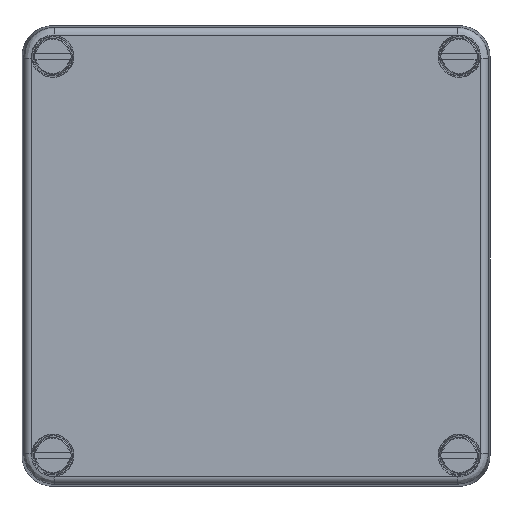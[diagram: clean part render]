
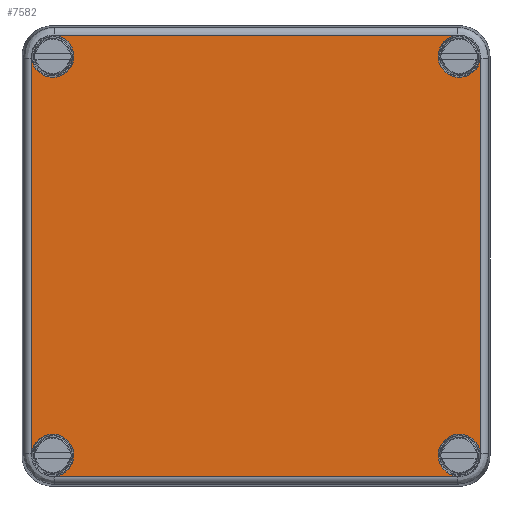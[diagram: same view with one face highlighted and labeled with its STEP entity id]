
A CAD part, top view. The second image highlights one B-rep face of the part: STEP entity #7582.
In plain terms, the highlighted face is planar.
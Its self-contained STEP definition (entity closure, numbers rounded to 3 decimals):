
#6768=CARTESIAN_POINT('',(41.493,31.608,0.0));
#6769=VERTEX_POINT('',#6768);
#6770=CARTESIAN_POINT('',(40.963,32.138,0.));
#6771=VERTEX_POINT('',#6770);
#6772=CARTESIAN_POINT('',(41.513,32.157,0.));
#6773=DIRECTION('',(0.0,0.0,1.0));
#6774=DIRECTION('',(-1.0,0.0,0.0));
#6775=AXIS2_PLACEMENT_3D('',#6772,#6773,#6774);
#6776=CIRCLE('',#6775,0.55);
#6777=EDGE_CURVE('',#6769,#6771,#6776,.T.);
#6867=CARTESIAN_POINT('',(52.662,32.138,0.));
#6868=VERTEX_POINT('',#6867);
#6869=CARTESIAN_POINT('',(52.132,31.608,0.0));
#6870=VERTEX_POINT('',#6869);
#6871=CARTESIAN_POINT('',(52.113,32.157,0.));
#6872=DIRECTION('',(0.0,0.0,1.0));
#6873=DIRECTION('',(-1.0,0.0,0.0));
#6874=AXIS2_PLACEMENT_3D('',#6871,#6872,#6873);
#6875=CIRCLE('',#6874,0.55);
#6876=EDGE_CURVE('',#6868,#6870,#6875,.T.);
#7022=CARTESIAN_POINT('',(40.963,42.577,0.));
#7023=VERTEX_POINT('',#7022);
#7024=CARTESIAN_POINT('',(41.493,43.107,0.));
#7025=VERTEX_POINT('',#7024);
#7026=CARTESIAN_POINT('',(41.513,42.557,0.));
#7027=DIRECTION('',(0.0,0.0,1.0));
#7028=DIRECTION('',(-1.0,0.0,0.0));
#7029=AXIS2_PLACEMENT_3D('',#7026,#7027,#7028);
#7030=CIRCLE('',#7029,0.55);
#7031=EDGE_CURVE('',#7023,#7025,#7030,.T.);
#7121=CARTESIAN_POINT('',(52.132,43.107,0.));
#7122=VERTEX_POINT('',#7121);
#7123=CARTESIAN_POINT('',(52.662,42.577,0.0));
#7124=VERTEX_POINT('',#7123);
#7125=CARTESIAN_POINT('',(52.113,42.557,0.));
#7126=DIRECTION('',(0.0,0.0,1.0));
#7127=DIRECTION('',(-1.0,0.0,0.0));
#7128=AXIS2_PLACEMENT_3D('',#7125,#7126,#7127);
#7129=CIRCLE('',#7128,0.55);
#7130=EDGE_CURVE('',#7122,#7124,#7129,.T.);
#7320=CARTESIAN_POINT('',(52.066,43.111,0.0));
#7321=VERTEX_POINT('',#7320);
#7322=CARTESIAN_POINT('',(52.066,42.511,0.0));
#7323=DIRECTION('',(0.0,0.0,1.));
#7324=DIRECTION('',(0.707,0.707,0.0));
#7325=AXIS2_PLACEMENT_3D('',#7322,#7323,#7324);
#7326=ELLIPSE('',#7325,0.6,0.6);
#7327=EDGE_CURVE('',#7122,#7321,#7326,.T.);
#7347=CARTESIAN_POINT('',(52.666,42.511,0.0));
#7348=VERTEX_POINT('',#7347);
#7356=CARTESIAN_POINT('',(52.066,42.511,0.0));
#7357=DIRECTION('',(0.0,0.0,1.));
#7358=DIRECTION('',(0.707,0.707,0.0));
#7359=AXIS2_PLACEMENT_3D('',#7356,#7357,#7358);
#7360=ELLIPSE('',#7359,0.6,0.6);
#7361=EDGE_CURVE('',#7348,#7124,#7360,.T.);
#7428=CARTESIAN_POINT('',(40.959,42.511,0.0));
#7429=VERTEX_POINT('',#7428);
#7430=CARTESIAN_POINT('',(41.559,42.511,0.0));
#7431=DIRECTION('',(0.0,0.0,1.));
#7432=DIRECTION('',(-0.707,0.707,0.0));
#7433=AXIS2_PLACEMENT_3D('',#7430,#7431,#7432);
#7434=ELLIPSE('',#7433,0.6,0.6);
#7435=EDGE_CURVE('',#7023,#7429,#7434,.T.);
#7455=CARTESIAN_POINT('',(41.559,43.111,0.0));
#7456=VERTEX_POINT('',#7455);
#7464=CARTESIAN_POINT('',(41.559,42.511,0.0));
#7465=DIRECTION('',(0.0,0.0,1.));
#7466=DIRECTION('',(-0.707,0.707,0.0));
#7467=AXIS2_PLACEMENT_3D('',#7464,#7465,#7466);
#7468=ELLIPSE('',#7467,0.6,0.6);
#7469=EDGE_CURVE('',#7456,#7025,#7468,.T.);
#7507=CARTESIAN_POINT('',(46.813,37.357,0.0));
#7508=DIRECTION('',(0.0,0.0,1.0));
#7509=DIRECTION('',(1.0,0.0,0.0));
#7510=AXIS2_PLACEMENT_3D('',#7507,#7508,#7509);
#7511=PLANE('',#7510);
#7512=ORIENTED_EDGE('',*,*,#7130,.T.);
#7513=ORIENTED_EDGE('',*,*,#7361,.F.);
#7514=CARTESIAN_POINT('',(52.666,32.204,0.0));
#7515=VERTEX_POINT('',#7514);
#7516=CARTESIAN_POINT('',(52.666,32.204,0.0));
#7517=DIRECTION('',(0.0,1.0,0.0));
#7518=VECTOR('',#7517,10.307);
#7519=LINE('',#7516,#7518);
#7520=EDGE_CURVE('',#7515,#7348,#7519,.T.);
#7521=ORIENTED_EDGE('',*,*,#7520,.F.);
#7522=CARTESIAN_POINT('',(52.066,32.204,0.0));
#7523=DIRECTION('',(0.0,0.0,1.));
#7524=DIRECTION('',(0.707,-0.707,0.0));
#7525=AXIS2_PLACEMENT_3D('',#7522,#7523,#7524);
#7526=ELLIPSE('',#7525,0.6,0.6);
#7527=EDGE_CURVE('',#6868,#7515,#7526,.T.);
#7528=ORIENTED_EDGE('',*,*,#7527,.F.);
#7529=ORIENTED_EDGE('',*,*,#6876,.T.);
#7530=CARTESIAN_POINT('',(52.066,31.604,0.0));
#7531=VERTEX_POINT('',#7530);
#7532=CARTESIAN_POINT('',(52.066,32.204,0.0));
#7533=DIRECTION('',(0.0,0.0,1.));
#7534=DIRECTION('',(0.707,-0.707,0.0));
#7535=AXIS2_PLACEMENT_3D('',#7532,#7533,#7534);
#7536=ELLIPSE('',#7535,0.6,0.6);
#7537=EDGE_CURVE('',#7531,#6870,#7536,.T.);
#7538=ORIENTED_EDGE('',*,*,#7537,.F.);
#7539=CARTESIAN_POINT('',(41.559,31.604,0.0));
#7540=VERTEX_POINT('',#7539);
#7541=CARTESIAN_POINT('',(41.559,31.604,0.0));
#7542=DIRECTION('',(1.0,0.0,0.0));
#7543=VECTOR('',#7542,10.507);
#7544=LINE('',#7541,#7543);
#7545=EDGE_CURVE('',#7540,#7531,#7544,.T.);
#7546=ORIENTED_EDGE('',*,*,#7545,.F.);
#7547=CARTESIAN_POINT('',(41.559,32.204,0.0));
#7548=DIRECTION('',(0.0,0.0,1.));
#7549=DIRECTION('',(-0.707,-0.707,0.0));
#7550=AXIS2_PLACEMENT_3D('',#7547,#7548,#7549);
#7551=ELLIPSE('',#7550,0.6,0.6);
#7552=EDGE_CURVE('',#6769,#7540,#7551,.T.);
#7553=ORIENTED_EDGE('',*,*,#7552,.F.);
#7554=ORIENTED_EDGE('',*,*,#6777,.T.);
#7555=CARTESIAN_POINT('',(40.959,32.204,0.));
#7556=VERTEX_POINT('',#7555);
#7557=CARTESIAN_POINT('',(41.559,32.204,0.0));
#7558=DIRECTION('',(0.0,0.0,1.));
#7559=DIRECTION('',(-0.707,-0.707,0.0));
#7560=AXIS2_PLACEMENT_3D('',#7557,#7558,#7559);
#7561=ELLIPSE('',#7560,0.6,0.6);
#7562=EDGE_CURVE('',#7556,#6771,#7561,.T.);
#7563=ORIENTED_EDGE('',*,*,#7562,.F.);
#7564=CARTESIAN_POINT('',(40.959,42.511,0.0));
#7565=DIRECTION('',(0.0,-1.0,0.0));
#7566=VECTOR('',#7565,10.307);
#7567=LINE('',#7564,#7566);
#7568=EDGE_CURVE('',#7429,#7556,#7567,.T.);
#7569=ORIENTED_EDGE('',*,*,#7568,.F.);
#7570=ORIENTED_EDGE('',*,*,#7435,.F.);
#7571=ORIENTED_EDGE('',*,*,#7031,.T.);
#7572=ORIENTED_EDGE('',*,*,#7469,.F.);
#7573=CARTESIAN_POINT('',(52.066,43.111,0.0));
#7574=DIRECTION('',(-1.0,0.0,0.0));
#7575=VECTOR('',#7574,10.507);
#7576=LINE('',#7573,#7575);
#7577=EDGE_CURVE('',#7321,#7456,#7576,.T.);
#7578=ORIENTED_EDGE('',*,*,#7577,.F.);
#7579=ORIENTED_EDGE('',*,*,#7327,.F.);
#7580=EDGE_LOOP('',(#7512,#7513,#7521,#7528,#7529,#7538,#7546,#7553,#7554,#7563,#7569,#7570,#7571,#7572,#7578,#7579));
#7581=FACE_OUTER_BOUND('',#7580,.T.);
#7582=ADVANCED_FACE('',(#7581),#7511,.F.);
